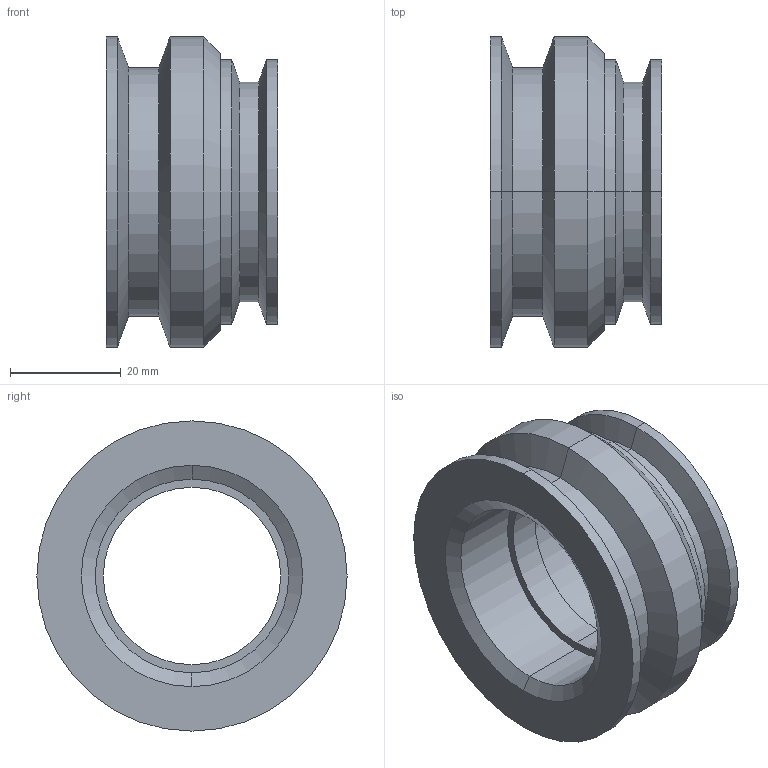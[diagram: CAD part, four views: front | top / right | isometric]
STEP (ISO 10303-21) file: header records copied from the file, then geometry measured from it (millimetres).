
FILE_DESCRIPTION (( 'STEP AP214' ), '1' );
FILE_NAME ('IntermediateWeaponPulley.STEP', '2023-12-23T20:56:49', ( '' ), ( '' ), 'SwSTEP 2.0', 'SolidWorks 2022', '' );
FILE_SCHEMA (( 'AUTOMOTIVE_DESIGN' ));
Length unit declared in the file: millimetre
Products named in the file (1): IntermediateWeaponPulley
Bounding box: 30.96 x 56 x 56 mm (x, y, z)
Volume: 30075.3 mm3; surface area: 13038.5 mm2
Topology: 1 solids, 1 shells, 35 faces, 70 edges, 40 vertices
Faces by surface type: cylinder 18, cone 12, plane 5
Entity records: 942 total; most frequent: DIRECTION 182, CARTESIAN_POINT 146, ORIENTED_EDGE 140, AXIS2_PLACEMENT_3D 76, EDGE_CURVE 70, CIRCLE 40, EDGE_LOOP 40, VERTEX_POINT 40
